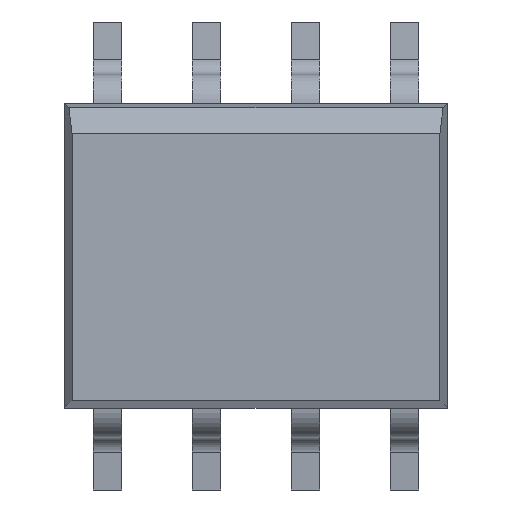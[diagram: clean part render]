
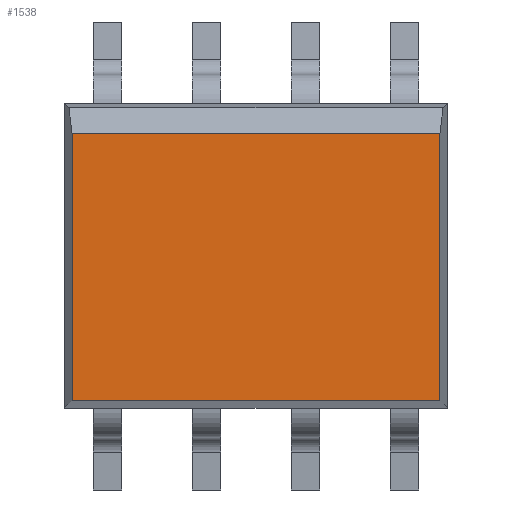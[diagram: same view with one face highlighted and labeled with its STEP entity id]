
A CAD part, top view. The second image highlights one B-rep face of the part: STEP entity #1538.
In plain terms, the highlighted planar face has unit normal (0, 0, 1).
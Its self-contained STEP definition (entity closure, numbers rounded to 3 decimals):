
#25 = DIRECTION ( 'NONE',  ( 0., 0., 1. ) ) ;
#72 = CARTESIAN_POINT ( 'NONE',  ( 4.808, -3.519, 0.75 ) ) ;
#256 = CARTESIAN_POINT ( 'NONE',  ( 0.092, 0., 0.75 ) ) ;
#328 = EDGE_LOOP ( 'NONE', ( #1301, #2696, #1395, #1887 ) ) ;
#420 = CARTESIAN_POINT ( 'NONE',  ( 0., -0.092, 0.75 ) ) ;
#442 = VECTOR ( 'NONE', #1982, 1000. ) ;
#687 = LINE ( 'NONE', #256, #765 ) ;
#749 = VERTEX_POINT ( 'NONE', #762 ) ;
#762 = CARTESIAN_POINT ( 'NONE',  ( 0.092, -3.519, 0.75 ) ) ;
#764 = CARTESIAN_POINT ( 'NONE',  ( 4.808, 0., 0.75 ) ) ;
#765 = VECTOR ( 'NONE', #2841, 1000. ) ;
#1060 = FACE_OUTER_BOUND ( 'NONE', #328, .T. ) ;
#1242 = DIRECTION ( 'NONE',  ( -1., 0., 0. ) ) ;
#1289 = DIRECTION ( 'NONE',  ( 0., 1., 0. ) ) ;
#1301 = ORIENTED_EDGE ( 'NONE', *, *, #1979, .F. ) ;
#1374 = CARTESIAN_POINT ( 'NONE',  ( 0., -3.519, 0.75 ) ) ;
#1395 = ORIENTED_EDGE ( 'NONE', *, *, #1675, .T. ) ;
#1482 = VERTEX_POINT ( 'NONE', #2888 ) ;
#1503 = EDGE_CURVE ( 'NONE', #2167, #1482, #2715, .T. ) ;
#1538 = ADVANCED_FACE ( 'NONE', ( #1060 ), #3186, .T. ) ;
#1606 = CARTESIAN_POINT ( 'NONE',  ( 0., 0., 0.75 ) ) ;
#1675 = EDGE_CURVE ( 'NONE', #1482, #2441, #2084, .T. ) ;
#1858 = DIRECTION ( 'NONE',  ( 1., 0., 0. ) ) ;
#1887 = ORIENTED_EDGE ( 'NONE', *, *, #3169, .T. ) ;
#1979 = EDGE_CURVE ( 'NONE', #2167, #749, #2412, .T. ) ;
#1982 = DIRECTION ( 'NONE',  ( -1., 0., 0. ) ) ;
#2084 = LINE ( 'NONE', #420, #442 ) ;
#2167 = VERTEX_POINT ( 'NONE', #72 ) ;
#2412 = LINE ( 'NONE', #1374, #3420 ) ;
#2441 = VERTEX_POINT ( 'NONE', #2714 ) ;
#2696 = ORIENTED_EDGE ( 'NONE', *, *, #1503, .T. ) ;
#2714 = CARTESIAN_POINT ( 'NONE',  ( 0.092, -0.092, 0.75 ) ) ;
#2715 = LINE ( 'NONE', #764, #3340 ) ;
#2841 = DIRECTION ( 'NONE',  ( 0., -1., 0. ) ) ;
#2888 = CARTESIAN_POINT ( 'NONE',  ( 4.808, -0.092, 0.75 ) ) ;
#3169 = EDGE_CURVE ( 'NONE', #2441, #749, #687, .T. ) ;
#3186 = PLANE ( 'NONE',  #3391 ) ;
#3340 = VECTOR ( 'NONE', #1289, 1000. ) ;
#3391 = AXIS2_PLACEMENT_3D ( 'NONE', #1606, #25, #1858 ) ;
#3420 = VECTOR ( 'NONE', #1242, 1000. ) ;
